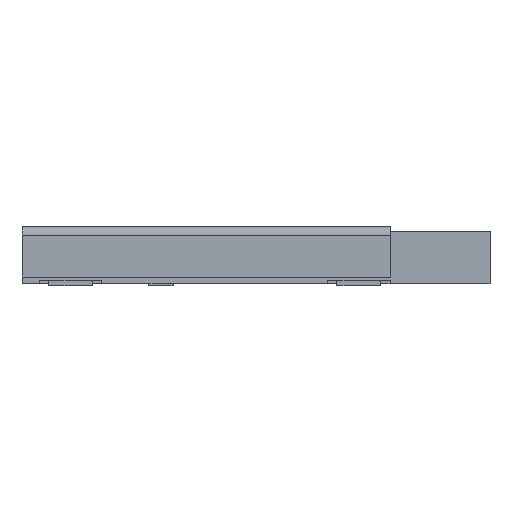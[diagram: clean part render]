
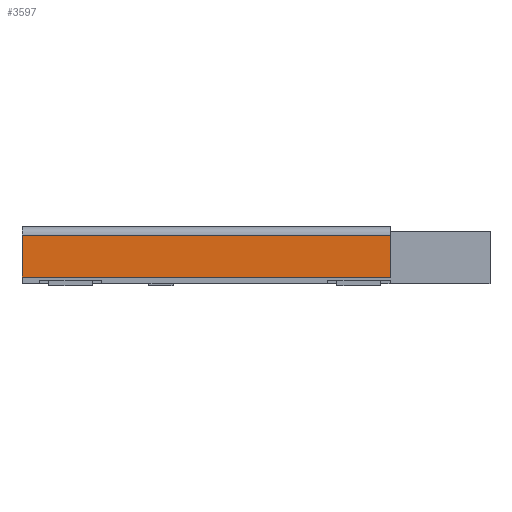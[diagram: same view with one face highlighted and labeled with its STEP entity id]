
A CAD part, left-side view. The second image highlights one B-rep face of the part: STEP entity #3597.
In plain terms, the highlighted planar face has unit normal (-1, 0, 0).
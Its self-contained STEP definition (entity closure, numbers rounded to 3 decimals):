
#3597 = ADVANCED_FACE ( 'NONE', ( #5739 ), #7071, .T. ) ;
#3882 = LINE ( 'NONE', #14819, #18808 ) ;
#4073 = EDGE_CURVE ( 'NONE', #18248, #8314, #5603, .T. ) ;
#4325 = CARTESIAN_POINT ( 'NONE',  ( -6.775, 6.74, 0.2 ) ) ;
#5013 = LINE ( 'NONE', #17614, #6906 ) ;
#5603 = LINE ( 'NONE', #8922, #20074 ) ;
#5739 = FACE_OUTER_BOUND ( 'NONE', #12160, .T. ) ;
#6906 = VECTOR ( 'NONE', #12288, 1000. ) ;
#7071 = PLANE ( 'NONE',  #22305 ) ;
#7613 = ORIENTED_EDGE ( 'NONE', *, *, #4073, .T. ) ;
#7866 = CARTESIAN_POINT ( 'NONE',  ( -6.775, -3.86, 0.2 ) ) ;
#8314 = VERTEX_POINT ( 'NONE', #13772 ) ;
#8922 = CARTESIAN_POINT ( 'NONE',  ( -6.775, -3.86, 1.4 ) ) ;
#10344 = ORIENTED_EDGE ( 'NONE', *, *, #19936, .F. ) ;
#10564 = DIRECTION ( 'NONE',  ( 0., 0., 1. ) ) ;
#10739 = DIRECTION ( 'NONE',  ( -1., 0., 0. ) ) ;
#10974 = CARTESIAN_POINT ( 'NONE',  ( -6.775, -3.86, 0.2 ) ) ;
#12160 = EDGE_LOOP ( 'NONE', ( #12731, #7613, #10344, #13563 ) ) ;
#12288 = DIRECTION ( 'NONE',  ( 0., 1., 0. ) ) ;
#12621 = CARTESIAN_POINT ( 'NONE',  ( -6.775, -3.86, 1.4 ) ) ;
#12691 = VECTOR ( 'NONE', #10564, 1000. ) ;
#12731 = ORIENTED_EDGE ( 'NONE', *, *, #17126, .T. ) ;
#13077 = DIRECTION ( 'NONE',  ( 0., 0., 1. ) ) ;
#13182 = VERTEX_POINT ( 'NONE', #7866 ) ;
#13563 = ORIENTED_EDGE ( 'NONE', *, *, #18877, .F. ) ;
#13772 = CARTESIAN_POINT ( 'NONE',  ( -6.775, 6.74, 1.4 ) ) ;
#14279 = LINE ( 'NONE', #19501, #12691 ) ;
#14819 = CARTESIAN_POINT ( 'NONE',  ( -6.775, -3.86, 0.2 ) ) ;
#16271 = DIRECTION ( 'NONE',  ( 0., 1., 0. ) ) ;
#17126 = EDGE_CURVE ( 'NONE', #13182, #18248, #3882, .T. ) ;
#17614 = CARTESIAN_POINT ( 'NONE',  ( -6.775, -3.86, 0.2 ) ) ;
#18017 = DIRECTION ( 'NONE',  ( 0., 0., -1. ) ) ;
#18248 = VERTEX_POINT ( 'NONE', #12621 ) ;
#18808 = VECTOR ( 'NONE', #13077, 1000. ) ;
#18877 = EDGE_CURVE ( 'NONE', #13182, #20437, #5013, .T. ) ;
#19501 = CARTESIAN_POINT ( 'NONE',  ( -6.775, 6.74, 0.2 ) ) ;
#19936 = EDGE_CURVE ( 'NONE', #20437, #8314, #14279, .T. ) ;
#20074 = VECTOR ( 'NONE', #16271, 1000. ) ;
#20437 = VERTEX_POINT ( 'NONE', #4325 ) ;
#22305 = AXIS2_PLACEMENT_3D ( 'NONE', #10974, #10739, #18017 ) ;
